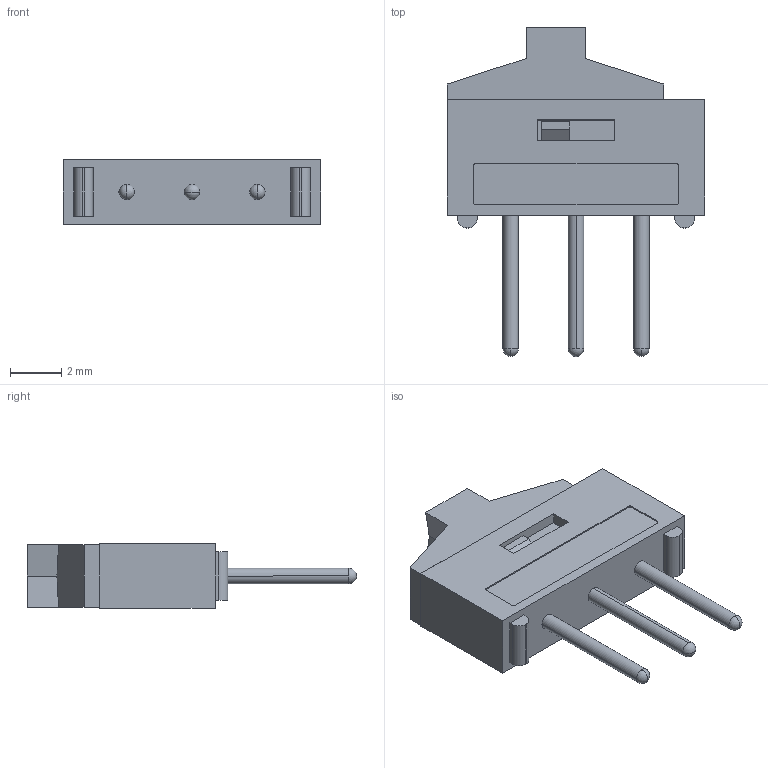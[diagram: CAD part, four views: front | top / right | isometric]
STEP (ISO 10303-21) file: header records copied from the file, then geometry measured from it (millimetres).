
FILE_DESCRIPTION (( 'STEP AP214' ), '1' );
FILE_NAME ('CUI_DEVICES_MSS-102545-28A-D.step', '2021-06-16T15:48:50', ( '' ), ( '' ), 'SwSTEP 2.0', 'SolidWorks 2021', '' );
FILE_SCHEMA (( 'AUTOMOTIVE_DESIGN' ));
Length unit declared in the file: millimetre
Products named in the file (1): CUI_DEVICES_MSS-102545-28A-D
Bounding box: 10 x 12.8 x 2.5 mm (x, y, z)
Volume: 129.5 mm3; surface area: 408.7 mm2
Topology: 5 solids, 5 shells, 200 faces, 513 edges, 335 vertices
Faces by surface type: plane 115, cylinder 60, torus 15, sphere 6, bspline 4
Entity records: 8496 total; most frequent: CARTESIAN_POINT 1281, DIRECTION 1040, ORIENTED_EDGE 1014, EDGE_CURVE 507, AXIS2_PLACEMENT_3D 362, VERTEX_POINT 335, LINE 316, VECTOR 316
